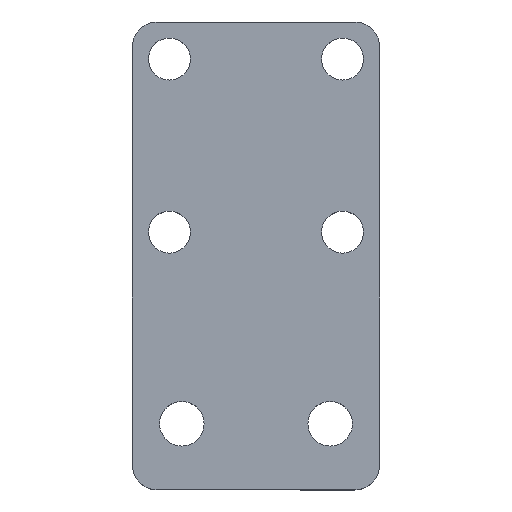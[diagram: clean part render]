
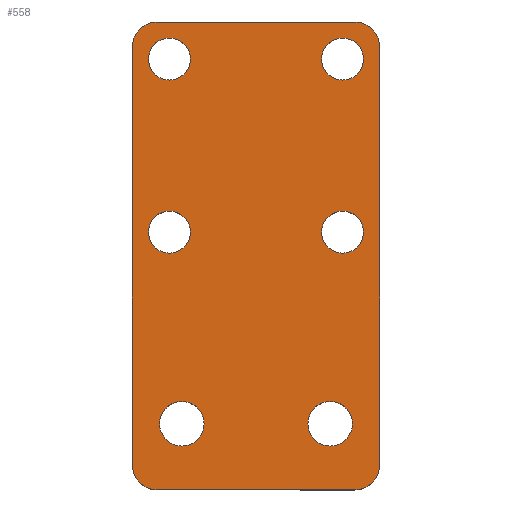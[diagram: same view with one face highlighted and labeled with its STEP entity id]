
A CAD part, top view. The second image highlights one B-rep face of the part: STEP entity #558.
In plain terms, the highlighted planar face has unit normal (0, 0, 1).
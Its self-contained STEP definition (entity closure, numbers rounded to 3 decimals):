
#15=FACE_BOUND('',#73,.T.);
#16=FACE_BOUND('',#74,.T.);
#17=FACE_BOUND('',#75,.T.);
#18=FACE_BOUND('',#76,.T.);
#19=FACE_BOUND('',#77,.T.);
#20=FACE_BOUND('',#78,.T.);
#27=PLANE('',#609);
#43=FACE_OUTER_BOUND('',#72,.T.);
#72=EDGE_LOOP('',(#385,#386,#387,#388,#389,#390,#391,#392));
#73=EDGE_LOOP('',(#393));
#74=EDGE_LOOP('',(#394));
#75=EDGE_LOOP('',(#395));
#76=EDGE_LOOP('',(#396));
#77=EDGE_LOOP('',(#397));
#78=EDGE_LOOP('',(#398));
#114=LINE('',#844,#167);
#115=LINE('',#848,#168);
#116=LINE('',#852,#169);
#117=LINE('',#855,#170);
#167=VECTOR('',#675,10.);
#168=VECTOR('',#678,10.);
#169=VECTOR('',#681,10.);
#170=VECTOR('',#684,10.);
#219=CIRCLE('',#608,2.);
#220=CIRCLE('',#610,2.);
#221=CIRCLE('',#611,2.);
#222=CIRCLE('',#612,2.);
#223=CIRCLE('',#613,1.8);
#224=CIRCLE('',#614,1.8);
#225=CIRCLE('',#615,1.7);
#226=CIRCLE('',#616,1.7);
#227=CIRCLE('',#617,1.7);
#228=CIRCLE('',#618,1.7);
#248=VERTEX_POINT('',#837);
#249=VERTEX_POINT('',#839);
#250=VERTEX_POINT('',#843);
#251=VERTEX_POINT('',#845);
#252=VERTEX_POINT('',#847);
#253=VERTEX_POINT('',#849);
#254=VERTEX_POINT('',#851);
#255=VERTEX_POINT('',#853);
#256=VERTEX_POINT('',#856);
#257=VERTEX_POINT('',#858);
#258=VERTEX_POINT('',#860);
#259=VERTEX_POINT('',#862);
#260=VERTEX_POINT('',#864);
#261=VERTEX_POINT('',#866);
#302=EDGE_CURVE('',#248,#249,#219,.T.);
#304=EDGE_CURVE('',#248,#250,#114,.T.);
#305=EDGE_CURVE('',#251,#250,#220,.T.);
#306=EDGE_CURVE('',#252,#251,#115,.T.);
#307=EDGE_CURVE('',#253,#252,#221,.T.);
#308=EDGE_CURVE('',#254,#253,#116,.T.);
#309=EDGE_CURVE('',#255,#254,#222,.T.);
#310=EDGE_CURVE('',#255,#249,#117,.T.);
#311=EDGE_CURVE('',#256,#256,#223,.T.);
#312=EDGE_CURVE('',#257,#257,#224,.T.);
#313=EDGE_CURVE('',#258,#258,#225,.T.);
#314=EDGE_CURVE('',#259,#259,#226,.T.);
#315=EDGE_CURVE('',#260,#260,#227,.T.);
#316=EDGE_CURVE('',#261,#261,#228,.T.);
#385=ORIENTED_EDGE('',*,*,#302,.F.);
#386=ORIENTED_EDGE('',*,*,#304,.T.);
#387=ORIENTED_EDGE('',*,*,#305,.F.);
#388=ORIENTED_EDGE('',*,*,#306,.F.);
#389=ORIENTED_EDGE('',*,*,#307,.F.);
#390=ORIENTED_EDGE('',*,*,#308,.F.);
#391=ORIENTED_EDGE('',*,*,#309,.F.);
#392=ORIENTED_EDGE('',*,*,#310,.T.);
#393=ORIENTED_EDGE('',*,*,#311,.T.);
#394=ORIENTED_EDGE('',*,*,#312,.T.);
#395=ORIENTED_EDGE('',*,*,#313,.T.);
#396=ORIENTED_EDGE('',*,*,#314,.T.);
#397=ORIENTED_EDGE('',*,*,#315,.T.);
#398=ORIENTED_EDGE('',*,*,#316,.T.);
#558=ADVANCED_FACE('',(#43,#15,#16,#17,#18,#19,#20),#27,.T.);
#608=AXIS2_PLACEMENT_3D('',#840,#670,#671);
#609=AXIS2_PLACEMENT_3D('',#842,#673,#674);
#610=AXIS2_PLACEMENT_3D('',#846,#676,#677);
#611=AXIS2_PLACEMENT_3D('',#850,#679,#680);
#612=AXIS2_PLACEMENT_3D('',#854,#682,#683);
#613=AXIS2_PLACEMENT_3D('',#857,#685,#686);
#614=AXIS2_PLACEMENT_3D('',#859,#687,#688);
#615=AXIS2_PLACEMENT_3D('',#861,#689,#690);
#616=AXIS2_PLACEMENT_3D('',#863,#691,#692);
#617=AXIS2_PLACEMENT_3D('',#865,#693,#694);
#618=AXIS2_PLACEMENT_3D('',#867,#695,#696);
#670=DIRECTION('center_axis',(0.,0.,-1.));
#671=DIRECTION('ref_axis',(-0.707,0.707,0.));
#673=DIRECTION('center_axis',(0.,0.,1.));
#674=DIRECTION('ref_axis',(1.,0.,0.));
#675=DIRECTION('',(0.,-1.,0.));
#676=DIRECTION('center_axis',(0.,0.,-1.));
#677=DIRECTION('ref_axis',(-0.707,-0.707,0.));
#678=DIRECTION('',(-1.,0.,0.));
#679=DIRECTION('center_axis',(0.,0.,-1.));
#680=DIRECTION('ref_axis',(0.707,-0.707,0.));
#681=DIRECTION('',(0.,-1.,0.));
#682=DIRECTION('center_axis',(0.,0.,-1.));
#683=DIRECTION('ref_axis',(0.707,0.707,0.));
#684=DIRECTION('',(-1.,0.,0.));
#685=DIRECTION('center_axis',(0.,0.,-1.));
#686=DIRECTION('ref_axis',(1.,0.,0.));
#687=DIRECTION('center_axis',(0.,0.,-1.));
#688=DIRECTION('ref_axis',(1.,0.,0.));
#689=DIRECTION('center_axis',(0.,0.,-1.));
#690=DIRECTION('ref_axis',(-1.,0.,0.));
#691=DIRECTION('center_axis',(0.,0.,-1.));
#692=DIRECTION('ref_axis',(-1.,0.,0.));
#693=DIRECTION('center_axis',(0.,0.,-1.));
#694=DIRECTION('ref_axis',(-1.,0.,0.));
#695=DIRECTION('center_axis',(0.,0.,-1.));
#696=DIRECTION('ref_axis',(-1.,0.,0.));
#837=CARTESIAN_POINT('',(-10.,8.,4.4));
#839=CARTESIAN_POINT('',(-8.,10.,4.4));
#840=CARTESIAN_POINT('Origin',(-8.,8.,4.4));
#842=CARTESIAN_POINT('Origin',(0.,0.,
4.4));
#843=CARTESIAN_POINT('',(-10.,-25.85,4.4));
#844=CARTESIAN_POINT('',(-10.,10.,4.4));
#845=CARTESIAN_POINT('',(-8.,-27.85,4.4));
#846=CARTESIAN_POINT('Origin',(-8.,-25.85,4.4));
#847=CARTESIAN_POINT('',(8.,-27.85,4.4));
#848=CARTESIAN_POINT('',(10.,-27.85,4.4));
#849=CARTESIAN_POINT('',(10.,-25.85,4.4));
#850=CARTESIAN_POINT('Origin',(8.,-25.85,4.4));
#851=CARTESIAN_POINT('',(10.,8.,4.4));
#852=CARTESIAN_POINT('',(10.,-10.,4.4));
#853=CARTESIAN_POINT('',(8.,10.,4.4));
#854=CARTESIAN_POINT('Origin',(8.,8.,4.4));
#855=CARTESIAN_POINT('',(10.,10.,4.4));
#856=CARTESIAN_POINT('',(4.2,-22.5,4.4));
#857=CARTESIAN_POINT('Origin',(6.,-22.5,4.4));
#858=CARTESIAN_POINT('',(-7.8,-22.5,4.4));
#859=CARTESIAN_POINT('Origin',(-6.,-22.5,4.4));
#860=CARTESIAN_POINT('',(-5.3,-7.,4.4));
#861=CARTESIAN_POINT('Origin',(-7.,-7.,4.4));
#862=CARTESIAN_POINT('',(-5.3,7.,4.4));
#863=CARTESIAN_POINT('Origin',(-7.,7.,4.4));
#864=CARTESIAN_POINT('',(8.7,7.,4.4));
#865=CARTESIAN_POINT('Origin',(7.,7.,4.4));
#866=CARTESIAN_POINT('',(8.7,-7.,4.4));
#867=CARTESIAN_POINT('Origin',(7.,-7.,4.4));
